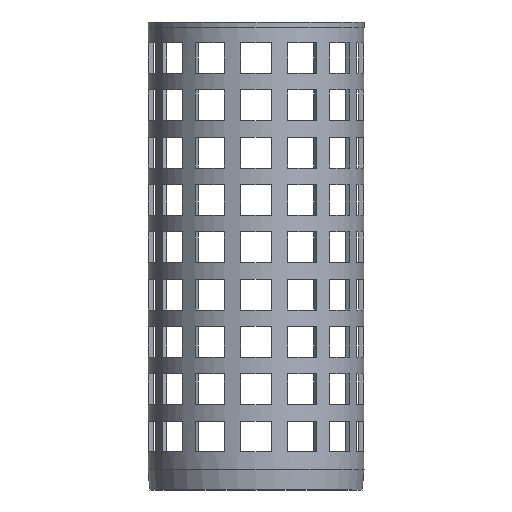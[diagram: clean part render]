
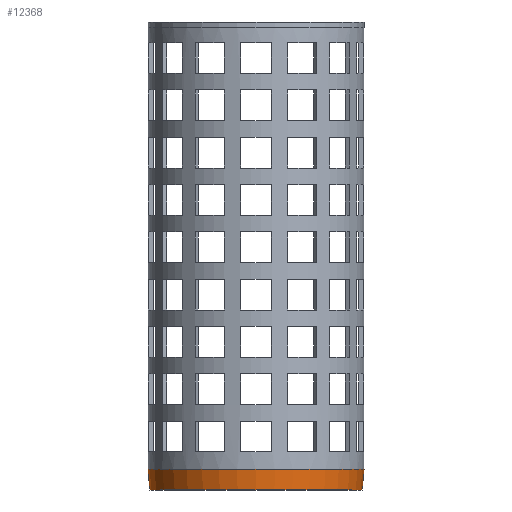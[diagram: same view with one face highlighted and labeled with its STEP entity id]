
A CAD part, front view. The second image highlights one B-rep face of the part: STEP entity #12368.
In plain terms, the highlighted conical face has half-angle 5 degrees and reference radius 208.25 mm.
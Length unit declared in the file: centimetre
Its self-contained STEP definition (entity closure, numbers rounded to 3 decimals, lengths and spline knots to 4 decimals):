
#19=CONICAL_SURFACE('',#13494,20.825,0.087);
#854=CIRCLE('',#13493,21.);
#855=CIRCLE('',#13495,20.65);
#1458=FACE_OUTER_BOUND('',#2342,.T.);
#2342=EDGE_LOOP('',(#11199,#11200,#11201,#11202));
#3560=LINE('',#20480,#4778);
#4778=VECTOR('',#16962,20.825);
#5946=VERTEX_POINT('',#20474);
#5947=VERTEX_POINT('',#20478);
#7697=EDGE_CURVE('',#5946,#5946,#854,.T.);
#7698=EDGE_CURVE('',#5947,#5947,#855,.T.);
#7699=EDGE_CURVE('',#5947,#5946,#3560,.T.);
#11199=ORIENTED_EDGE('',*,*,#7698,.F.);
#11200=ORIENTED_EDGE('',*,*,#7699,.T.);
#11201=ORIENTED_EDGE('',*,*,#7697,.T.);
#11202=ORIENTED_EDGE('',*,*,#7699,.F.);
#12368=ADVANCED_FACE('',(#1458),#19,.T.);
#13493=AXIS2_PLACEMENT_3D('',#20476,#16956,#16957);
#13494=AXIS2_PLACEMENT_3D('',#20477,#16958,#16959);
#13495=AXIS2_PLACEMENT_3D('',#20479,#16960,#16961);
#16956=DIRECTION('center_axis',(0.,0.,-1.));
#16957=DIRECTION('ref_axis',(1.,0.,0.));
#16958=DIRECTION('center_axis',(0.,0.,1.));
#16959=DIRECTION('ref_axis',(1.,0.,0.));
#16960=DIRECTION('center_axis',(0.,0.,-1.));
#16961=DIRECTION('ref_axis',(1.,0.,0.));
#16962=DIRECTION('',(-0.087,0.,0.996));
#20474=CARTESIAN_POINT('',(-21.,0.,4.));
#20476=CARTESIAN_POINT('Origin',(0.,0.,4.));
#20477=CARTESIAN_POINT('Origin',(0.,0.,2.));
#20478=CARTESIAN_POINT('',(-20.65,0.,0.));
#20479=CARTESIAN_POINT('Origin',(0.,0.,0.));
#20480=CARTESIAN_POINT('',(-20.825,0.,2.));
